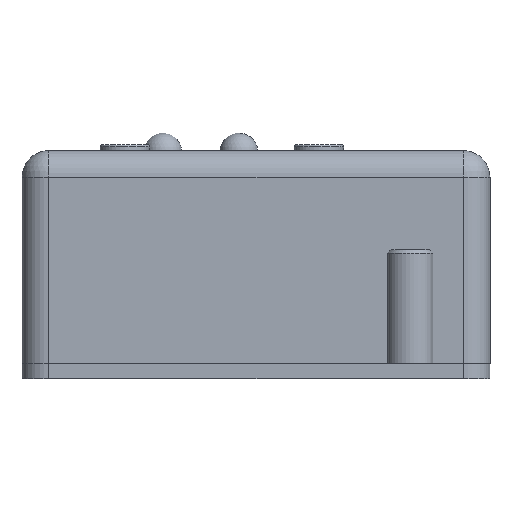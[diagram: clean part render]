
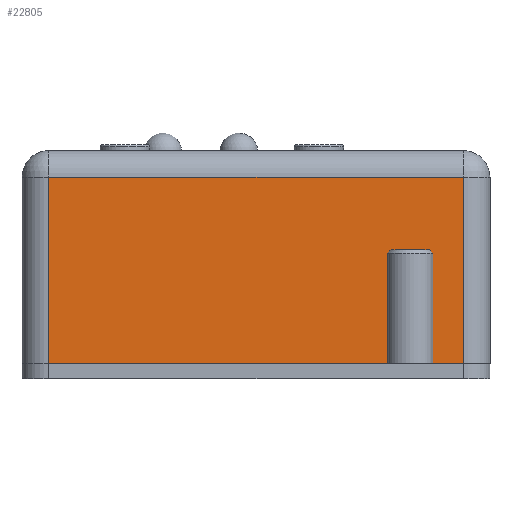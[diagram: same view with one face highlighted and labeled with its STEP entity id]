
A CAD part, left-side view. The second image highlights one B-rep face of the part: STEP entity #22805.
In plain terms, the highlighted planar face has unit normal (-1, 0, 0).
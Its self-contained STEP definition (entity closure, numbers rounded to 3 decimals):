
#3023=LINE('',#39565,#5261);
#3025=LINE('',#39574,#5263);
#3026=LINE('',#39576,#5264);
#3027=LINE('',#39577,#5265);
#5261=VECTOR('',#28435,10.);
#5263=VECTOR('',#28447,10.);
#5264=VECTOR('',#28448,10.);
#5265=VECTOR('',#28449,10.);
#6068=PLANE('',#23981);
#7512=FACE_OUTER_BOUND('',#8841,.T.);
#8841=EDGE_LOOP('',(#20216,#20217,#20218,#20219));
#11161=VERTEX_POINT('',#39561);
#11163=VERTEX_POINT('',#39564);
#11165=VERTEX_POINT('',#39573);
#11166=VERTEX_POINT('',#39575);
#14194=EDGE_CURVE('',#11161,#11163,#3023,.T.);
#14199=EDGE_CURVE('',#11165,#11161,#3025,.T.);
#14200=EDGE_CURVE('',#11166,#11165,#3026,.T.);
#14201=EDGE_CURVE('',#11163,#11166,#3027,.T.);
#20216=ORIENTED_EDGE('',*,*,#14194,.F.);
#20217=ORIENTED_EDGE('',*,*,#14199,.F.);
#20218=ORIENTED_EDGE('',*,*,#14200,.F.);
#20219=ORIENTED_EDGE('',*,*,#14201,.F.);
#22805=ADVANCED_FACE('',(#7512),#6068,.T.);
#23981=AXIS2_PLACEMENT_3D('',#39572,#28445,#28446);
#28435=DIRECTION('',(0.,0.,1.));
#28445=DIRECTION('center_axis',(-1.,0.,0.));
#28446=DIRECTION('ref_axis',(0.,0.,
1.));
#28447=DIRECTION('',(0.,1.,0.));
#28448=DIRECTION('',(0.,0.,-1.));
#28449=DIRECTION('',(0.,-1.,0.));
#39561=CARTESIAN_POINT('',(-30.,27.25,0.));
#39564=CARTESIAN_POINT('',(-30.,27.25,24.5));
#39565=CARTESIAN_POINT('',(-30.,27.25,0.));
#39572=CARTESIAN_POINT('Origin',(-30.,-30.75,0.));
#39573=CARTESIAN_POINT('',(-30.,-27.25,0.));
#39574=CARTESIAN_POINT('',(-30.,-15.375,0.));
#39575=CARTESIAN_POINT('',(-30.,-27.25,24.5));
#39576=CARTESIAN_POINT('',(-30.,-27.25,0.));
#39577=CARTESIAN_POINT('',(-30.,-15.375,24.5));
